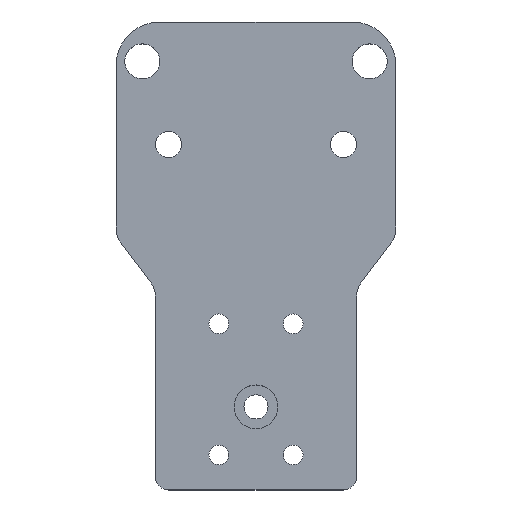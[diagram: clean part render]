
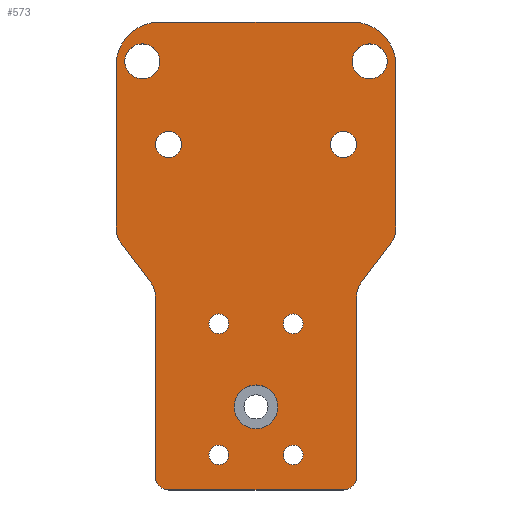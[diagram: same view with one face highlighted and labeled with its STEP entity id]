
A CAD part, top view. The second image highlights one B-rep face of the part: STEP entity #573.
In plain terms, the highlighted planar face has unit normal (0, 0, 1).
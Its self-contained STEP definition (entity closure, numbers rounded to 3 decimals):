
#29=FACE_BOUND('',#112,.T.);
#30=FACE_BOUND('',#113,.T.);
#31=FACE_BOUND('',#114,.T.);
#32=FACE_BOUND('',#115,.T.);
#33=FACE_BOUND('',#116,.T.);
#34=FACE_BOUND('',#117,.T.);
#35=FACE_BOUND('',#118,.T.);
#36=FACE_BOUND('',#119,.T.);
#37=FACE_BOUND('',#120,.T.);
#47=PLANE('',#650);
#72=FACE_OUTER_BOUND('',#111,.T.);
#111=EDGE_LOOP('',(#487,#488,#489,#490,#491,#492,#493,#494,#495,#496,#497,
#498,#499,#500,#501,#502));
#112=EDGE_LOOP('',(#503));
#113=EDGE_LOOP('',(#504));
#114=EDGE_LOOP('',(#505));
#115=EDGE_LOOP('',(#506));
#116=EDGE_LOOP('',(#507));
#117=EDGE_LOOP('',(#508));
#118=EDGE_LOOP('',(#509));
#119=EDGE_LOOP('',(#510));
#120=EDGE_LOOP('',(#511));
#130=LINE('',#854,#172);
#140=LINE('',#908,#182);
#144=LINE('',#918,#186);
#148=LINE('',#931,#190);
#151=LINE('',#939,#193);
#157=LINE('',#963,#199);
#158=LINE('',#965,#200);
#163=LINE('',#984,#205);
#172=VECTOR('',#676,10.);
#182=VECTOR('',#726,10.);
#186=VECTOR('',#736,10.);
#190=VECTOR('',#750,10.);
#193=VECTOR('',#759,10.);
#199=VECTOR('',#789,10.);
#200=VECTOR('',#792,10.);
#205=VECTOR('',#815,10.);
#211=CIRCLE('',#596,3.);
#228=CIRCLE('',#616,3.);
#229=CIRCLE('',#619,5.);
#230=CIRCLE('',#622,5.);
#231=CIRCLE('',#624,5.);
#232=CIRCLE('',#627,5.);
#233=CIRCLE('',#630,5.);
#236=CIRCLE('',#635,2.25);
#237=CIRCLE('',#637,2.25);
#238=CIRCLE('',#639,4.);
#239=CIRCLE('',#643,2.25);
#240=CIRCLE('',#645,2.25);
#241=CIRCLE('',#647,4.);
#242=CIRCLE('',#649,10.);
#243=CIRCLE('',#651,10.);
#244=CIRCLE('',#652,3.);
#245=CIRCLE('',#653,3.);
#248=VERTEX_POINT('',#844);
#249=VERTEX_POINT('',#846);
#251=VERTEX_POINT('',#852);
#274=VERTEX_POINT('',#902);
#275=VERTEX_POINT('',#906);
#276=VERTEX_POINT('',#910);
#277=VERTEX_POINT('',#912);
#278=VERTEX_POINT('',#916);
#279=VERTEX_POINT('',#920);
#280=VERTEX_POINT('',#924);
#281=VERTEX_POINT('',#925);
#282=VERTEX_POINT('',#930);
#283=VERTEX_POINT('',#934);
#284=VERTEX_POINT('',#938);
#285=VERTEX_POINT('',#942);
#288=VERTEX_POINT('',#951);
#289=VERTEX_POINT('',#955);
#290=VERTEX_POINT('',#959);
#291=VERTEX_POINT('',#967);
#292=VERTEX_POINT('',#971);
#293=VERTEX_POINT('',#975);
#294=VERTEX_POINT('',#979);
#295=VERTEX_POINT('',#983);
#296=VERTEX_POINT('',#986);
#297=VERTEX_POINT('',#988);
#300=EDGE_CURVE('',#248,#249,#211,.T.);
#304=EDGE_CURVE('',#248,#251,#130,.T.);
#328=EDGE_CURVE('',#274,#251,#228,.T.);
#331=EDGE_CURVE('',#274,#275,#140,.T.);
#333=EDGE_CURVE('',#276,#277,#229,.T.);
#336=EDGE_CURVE('',#278,#276,#144,.T.);
#337=EDGE_CURVE('',#279,#275,#230,.T.);
#339=EDGE_CURVE('',#280,#281,#231,.T.);
#342=EDGE_CURVE('',#282,#281,#148,.T.);
#344=EDGE_CURVE('',#282,#283,#232,.T.);
#346=EDGE_CURVE('',#284,#283,#151,.T.);
#348=EDGE_CURVE('',#285,#285,#233,.T.);
#352=EDGE_CURVE('',#288,#288,#236,.T.);
#354=EDGE_CURVE('',#289,#289,#237,.T.);
#356=EDGE_CURVE('',#290,#290,#238,.T.);
#358=EDGE_CURVE('',#279,#277,#157,.T.);
#359=EDGE_CURVE('',#280,#249,#158,.T.);
#360=EDGE_CURVE('',#291,#291,#239,.T.);
#362=EDGE_CURVE('',#292,#292,#240,.T.);
#364=EDGE_CURVE('',#293,#293,#241,.T.);
#366=EDGE_CURVE('',#294,#278,#242,.T.);
#368=EDGE_CURVE('',#294,#295,#163,.T.);
#369=EDGE_CURVE('',#284,#295,#243,.T.);
#370=EDGE_CURVE('',#296,#296,#244,.T.);
#371=EDGE_CURVE('',#297,#297,#245,.T.);
#487=ORIENTED_EDGE('',*,*,#300,.F.);
#488=ORIENTED_EDGE('',*,*,#304,.T.);
#489=ORIENTED_EDGE('',*,*,#328,.F.);
#490=ORIENTED_EDGE('',*,*,#331,.T.);
#491=ORIENTED_EDGE('',*,*,#337,.F.);
#492=ORIENTED_EDGE('',*,*,#358,.T.);
#493=ORIENTED_EDGE('',*,*,#333,.F.);
#494=ORIENTED_EDGE('',*,*,#336,.F.);
#495=ORIENTED_EDGE('',*,*,#366,.F.);
#496=ORIENTED_EDGE('',*,*,#368,.T.);
#497=ORIENTED_EDGE('',*,*,#369,.F.);
#498=ORIENTED_EDGE('',*,*,#346,.T.);
#499=ORIENTED_EDGE('',*,*,#344,.F.);
#500=ORIENTED_EDGE('',*,*,#342,.T.);
#501=ORIENTED_EDGE('',*,*,#339,.F.);
#502=ORIENTED_EDGE('',*,*,#359,.T.);
#503=ORIENTED_EDGE('',*,*,#348,.T.);
#504=ORIENTED_EDGE('',*,*,#352,.T.);
#505=ORIENTED_EDGE('',*,*,#354,.T.);
#506=ORIENTED_EDGE('',*,*,#356,.T.);
#507=ORIENTED_EDGE('',*,*,#360,.T.);
#508=ORIENTED_EDGE('',*,*,#362,.T.);
#509=ORIENTED_EDGE('',*,*,#364,.T.);
#510=ORIENTED_EDGE('',*,*,#370,.T.);
#511=ORIENTED_EDGE('',*,*,#371,.T.);
#573=ADVANCED_FACE('',(#72,#29,#30,#31,#32,#33,#34,#35,#36,#37),#47,.T.);
#596=AXIS2_PLACEMENT_3D('',#847,#669,#670);
#616=AXIS2_PLACEMENT_3D('',#903,#720,#721);
#619=AXIS2_PLACEMENT_3D('',#913,#730,#731);
#622=AXIS2_PLACEMENT_3D('',#921,#739,#740);
#624=AXIS2_PLACEMENT_3D('',#926,#744,#745);
#627=AXIS2_PLACEMENT_3D('',#935,#754,#755);
#630=AXIS2_PLACEMENT_3D('',#943,#763,#764);
#635=AXIS2_PLACEMENT_3D('',#952,#774,#775);
#637=AXIS2_PLACEMENT_3D('',#956,#779,#780);
#639=AXIS2_PLACEMENT_3D('',#960,#784,#785);
#643=AXIS2_PLACEMENT_3D('',#968,#795,#796);
#645=AXIS2_PLACEMENT_3D('',#972,#800,#801);
#647=AXIS2_PLACEMENT_3D('',#976,#805,#806);
#649=AXIS2_PLACEMENT_3D('',#980,#810,#811);
#650=AXIS2_PLACEMENT_3D('',#982,#813,#814);
#651=AXIS2_PLACEMENT_3D('',#985,#816,#817);
#652=AXIS2_PLACEMENT_3D('',#987,#818,#819);
#653=AXIS2_PLACEMENT_3D('',#989,#820,#821);
#669=DIRECTION('center_axis',(0.,0.,-1.));
#670=DIRECTION('ref_axis',(-0.707,-0.707,0.));
#676=DIRECTION('',(1.,0.,0.));
#720=DIRECTION('center_axis',(0.,0.,-1.));
#721=DIRECTION('ref_axis',(0.707,-0.707,0.));
#726=DIRECTION('',(0.,1.,0.));
#730=DIRECTION('center_axis',(0.,0.,-1.));
#731=DIRECTION('ref_axis',(0.949,-0.316,0.));
#736=DIRECTION('',(0.,-1.,0.));
#739=DIRECTION('center_axis',(0.,0.,1.));
#740=DIRECTION('ref_axis',(-0.949,0.316,0.));
#744=DIRECTION('center_axis',(0.,0.,1.));
#745=DIRECTION('ref_axis',(0.949,0.316,0.));
#750=DIRECTION('',(0.6,-0.8,0.));
#754=DIRECTION('center_axis',(0.,0.,-1.));
#755=DIRECTION('ref_axis',(-0.949,-0.316,0.));
#759=DIRECTION('',(0.,-1.,0.));
#763=DIRECTION('center_axis',(0.,0.,-1.));
#764=DIRECTION('ref_axis',(-1.,0.,0.));
#774=DIRECTION('center_axis',(0.,0.,-1.));
#775=DIRECTION('ref_axis',(-1.,0.,0.));
#779=DIRECTION('center_axis',(0.,0.,-1.));
#780=DIRECTION('ref_axis',(-1.,0.,0.));
#784=DIRECTION('center_axis',(0.,0.,-1.));
#785=DIRECTION('ref_axis',(-1.,0.,0.));
#789=DIRECTION('',(0.6,0.8,0.));
#792=DIRECTION('',(0.,-1.,0.));
#795=DIRECTION('center_axis',(0.,0.,-1.));
#796=DIRECTION('ref_axis',(-1.,0.,0.));
#800=DIRECTION('center_axis',(0.,0.,-1.));
#801=DIRECTION('ref_axis',(-1.,0.,0.));
#805=DIRECTION('center_axis',(0.,0.,-1.));
#806=DIRECTION('ref_axis',(-1.,0.,0.));
#810=DIRECTION('center_axis',(0.,0.,-1.));
#811=DIRECTION('ref_axis',(0.707,0.707,0.));
#813=DIRECTION('center_axis',(0.,0.,1.));
#814=DIRECTION('ref_axis',(1.,0.,0.));
#815=DIRECTION('',(-1.,0.,0.));
#816=DIRECTION('center_axis',(0.,0.,-1.));
#817=DIRECTION('ref_axis',(-0.707,0.707,0.));
#818=DIRECTION('center_axis',(0.,0.,-1.));
#819=DIRECTION('ref_axis',(-1.,0.,0.));
#820=DIRECTION('center_axis',(0.,0.,-1.));
#821=DIRECTION('ref_axis',(-1.,0.,0.));
#844=CARTESIAN_POINT('',(12.,-7.,7.));
#846=CARTESIAN_POINT('',(9.,-4.,7.));
#847=CARTESIAN_POINT('Origin',(12.,-4.,7.));
#852=CARTESIAN_POINT('',(52.,-7.,7.));
#854=CARTESIAN_POINT('',(0.,-7.,7.));
#902=CARTESIAN_POINT('',(55.,-4.,7.));
#903=CARTESIAN_POINT('Origin',(52.,-4.,7.));
#906=CARTESIAN_POINT('',(55.,37.333,7.));
#908=CARTESIAN_POINT('',(55.,21.5,7.));
#910=CARTESIAN_POINT('',(64.,52.667,7.));
#912=CARTESIAN_POINT('',(63.,49.667,7.));
#913=CARTESIAN_POINT('Origin',(59.,52.667,7.));
#916=CARTESIAN_POINT('',(64.,90.,7.));
#918=CARTESIAN_POINT('',(64.,0.,7.));
#920=CARTESIAN_POINT('',(56.,40.333,7.));
#921=CARTESIAN_POINT('Origin',(60.,37.333,7.));
#924=CARTESIAN_POINT('',(9.,37.333,7.));
#925=CARTESIAN_POINT('',(8.,40.333,7.));
#926=CARTESIAN_POINT('Origin',(4.,37.333,7.));
#930=CARTESIAN_POINT('',(1.,49.667,7.));
#931=CARTESIAN_POINT('',(6.,43.,7.));
#934=CARTESIAN_POINT('',(0.,52.667,7.));
#935=CARTESIAN_POINT('Origin',(5.,52.667,7.));
#938=CARTESIAN_POINT('',(0.,90.,7.));
#939=CARTESIAN_POINT('',(0.,100.,7.));
#942=CARTESIAN_POINT('',(37.,12.,7.));
#943=CARTESIAN_POINT('Origin',(32.,12.,7.));
#951=CARTESIAN_POINT('',(25.75,1.,7.));
#952=CARTESIAN_POINT('Origin',(23.5,1.,7.));
#955=CARTESIAN_POINT('',(25.75,31.,7.));
#956=CARTESIAN_POINT('Origin',(23.5,31.,7.));
#959=CARTESIAN_POINT('',(10.,91.,7.));
#960=CARTESIAN_POINT('Origin',(6.,91.,7.));
#963=CARTESIAN_POINT('',(53.5,37.,7.));
#965=CARTESIAN_POINT('',(9.,44.5,7.));
#967=CARTESIAN_POINT('',(42.75,1.,7.));
#968=CARTESIAN_POINT('Origin',(40.5,1.,7.));
#971=CARTESIAN_POINT('',(42.75,31.,7.));
#972=CARTESIAN_POINT('Origin',(40.5,31.,7.));
#975=CARTESIAN_POINT('',(62.,91.,7.));
#976=CARTESIAN_POINT('Origin',(58.,91.,7.));
#979=CARTESIAN_POINT('',(54.,100.,7.));
#980=CARTESIAN_POINT('Origin',(54.,90.,7.));
#982=CARTESIAN_POINT('Origin',(32.,50.,7.));
#983=CARTESIAN_POINT('',(10.,100.,7.));
#984=CARTESIAN_POINT('',(64.,100.,7.));
#985=CARTESIAN_POINT('Origin',(10.,90.,7.));
#986=CARTESIAN_POINT('',(15.,72.,7.));
#987=CARTESIAN_POINT('Origin',(12.,72.,7.));
#988=CARTESIAN_POINT('',(55.,72.,7.));
#989=CARTESIAN_POINT('Origin',(52.,72.,7.));
